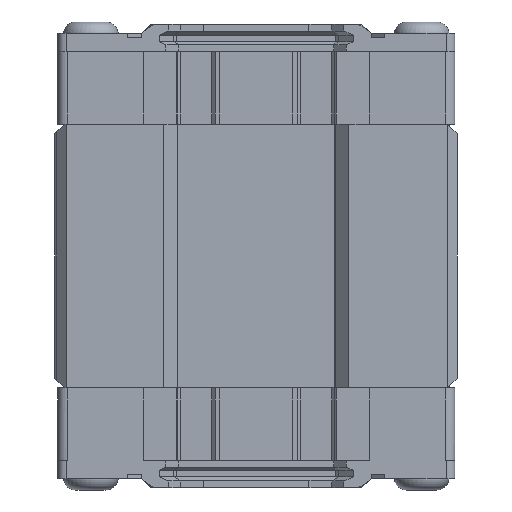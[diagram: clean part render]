
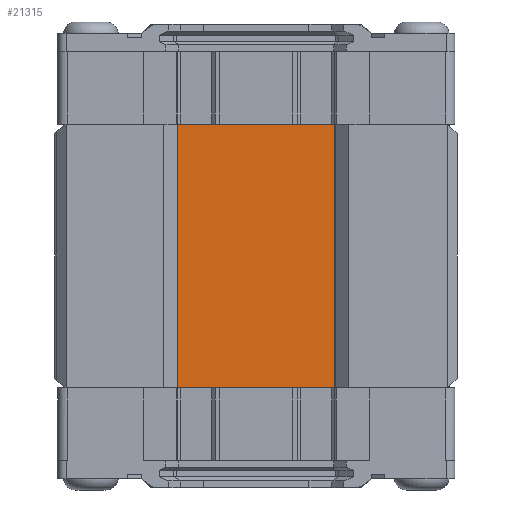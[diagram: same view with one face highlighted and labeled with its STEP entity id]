
A CAD part, front view. The second image highlights one B-rep face of the part: STEP entity #21315.
In plain terms, the highlighted planar face has unit normal (0, -1, 0).
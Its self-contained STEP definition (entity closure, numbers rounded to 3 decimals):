
#748=FACE_OUTER_BOUND('',#1954,.T.);
#1954=EDGE_LOOP('',(#13513,#13514,#13515,#13516,#13517,#13518,#13519,#13520));
#3916=LINE('',#30209,#6150);
#4000=LINE('',#30463,#6234);
#4028=LINE('',#30529,#6262);
#4029=LINE('',#30530,#6263);
#4030=LINE('',#30532,#6264);
#4031=LINE('',#30534,#6265);
#4032=LINE('',#30535,#6266);
#4033=LINE('',#30536,#6267);
#6150=VECTOR('',#24378,16.2);
#6234=VECTOR('',#24560,16.208);
#6262=VECTOR('',#24606,27.5);
#6263=VECTOR('',#24607,0.075);
#6264=VECTOR('',#24608,0.075);
#6265=VECTOR('',#24609,27.5);
#6266=VECTOR('',#24610,0.071);
#6267=VECTOR('',#24611,0.071);
#8387=VERTEX_POINT('',#30174);
#8404=VERTEX_POINT('',#30207);
#8524=VERTEX_POINT('',#30460);
#8525=VERTEX_POINT('',#30462);
#8553=VERTEX_POINT('',#30527);
#8554=VERTEX_POINT('',#30528);
#8555=VERTEX_POINT('',#30531);
#8556=VERTEX_POINT('',#30533);
#10360=EDGE_CURVE('',#8404,#8387,#3916,.T.);
#10480=EDGE_CURVE('',#8525,#8524,#4000,.T.);
#10512=EDGE_CURVE('',#8553,#8554,#4028,.T.);
#10513=EDGE_CURVE('',#8387,#8553,#4029,.T.);
#10514=EDGE_CURVE('',#8555,#8404,#4030,.T.);
#10515=EDGE_CURVE('',#8556,#8555,#4031,.T.);
#10516=EDGE_CURVE('',#8525,#8556,#4032,.T.);
#10517=EDGE_CURVE('',#8554,#8524,#4033,.T.);
#13513=ORIENTED_EDGE('',*,*,#10512,.F.);
#13514=ORIENTED_EDGE('',*,*,#10513,.F.);
#13515=ORIENTED_EDGE('',*,*,#10360,.F.);
#13516=ORIENTED_EDGE('',*,*,#10514,.F.);
#13517=ORIENTED_EDGE('',*,*,#10515,.F.);
#13518=ORIENTED_EDGE('',*,*,#10516,.F.);
#13519=ORIENTED_EDGE('',*,*,#10480,.T.);
#13520=ORIENTED_EDGE('',*,*,#10517,.F.);
#19299=PLANE('',#22592);
#21315=ADVANCED_FACE('',(#748),#19299,.F.);
#22592=AXIS2_PLACEMENT_3D('',#30526,#24604,#24605);
#24378=DIRECTION('',(1.,0.,0.));
#24560=DIRECTION('',(1.,0.,0.));
#24604=DIRECTION('center_axis',(0.,1.,0.));
#24605=DIRECTION('ref_axis',(0.,0.,1.));
#24606=DIRECTION('',(0.,0.,-1.));
#24607=DIRECTION('',(1.,0.,0.));
#24608=DIRECTION('',(1.,0.,0.));
#24609=DIRECTION('',(0.,0.,1.));
#24610=DIRECTION('',(-1.,0.,0.));
#24611=DIRECTION('',(-1.,0.,0.));
#30174=CARTESIAN_POINT('',(8.1,2.897,13.75));
#30207=CARTESIAN_POINT('',(-8.1,2.897,13.75));
#30209=CARTESIAN_POINT('',(8.175,2.897,13.75));
#30460=CARTESIAN_POINT('',(8.104,2.897,-13.75));
#30462=CARTESIAN_POINT('',(-8.104,2.897,-13.75));
#30463=CARTESIAN_POINT('',(0.,2.897,-13.75));
#30526=CARTESIAN_POINT('Origin',(8.175,2.897,13.75));
#30527=CARTESIAN_POINT('',(8.175,2.897,13.75));
#30528=CARTESIAN_POINT('',(8.175,2.897,-13.75));
#30529=CARTESIAN_POINT('',(8.175,2.897,13.75));
#30530=CARTESIAN_POINT('',(4.067,2.897,13.75));
#30531=CARTESIAN_POINT('',(-8.175,2.897,13.75));
#30532=CARTESIAN_POINT('',(4.067,2.897,13.75));
#30533=CARTESIAN_POINT('',(-8.175,2.897,-13.75));
#30534=CARTESIAN_POINT('',(-8.175,2.897,13.75));
#30535=CARTESIAN_POINT('',(4.108,2.897,-13.75));
#30536=CARTESIAN_POINT('',(4.108,2.897,-13.75));
